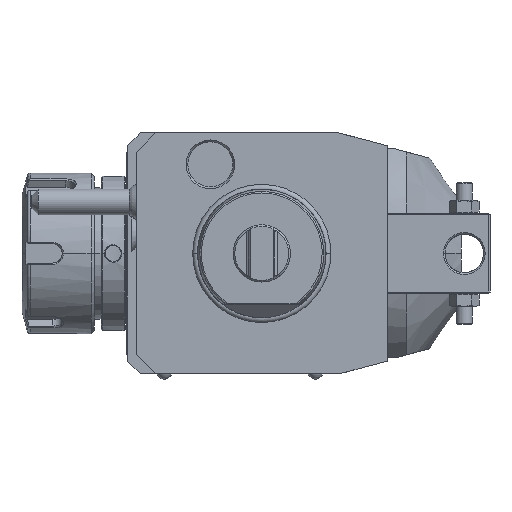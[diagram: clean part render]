
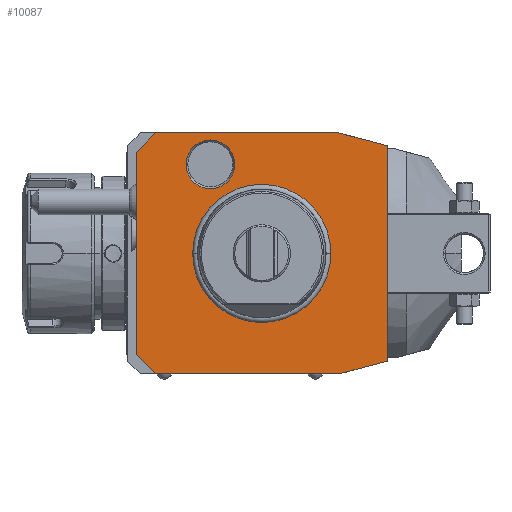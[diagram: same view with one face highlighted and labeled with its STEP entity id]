
A CAD part, front view. The second image highlights one B-rep face of the part: STEP entity #10087.
In plain terms, the highlighted planar face has unit normal (0, -1, 0).
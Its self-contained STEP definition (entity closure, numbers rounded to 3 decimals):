
#1=DIRECTION('',(-0.966,0.,0.259));
#2=VECTOR('',#1,15.529);
#3=CARTESIAN_POINT('',(39.,0.,33.481));
#4=LINE('',#3,#2);
#5=DIRECTION('',(0.,0.,1.));
#6=VECTOR('',#5,66.962);
#7=CARTESIAN_POINT('',(39.,0.,-33.481));
#8=LINE('',#7,#6);
#9=DIRECTION('',(0.966,0.,0.259));
#10=VECTOR('',#9,15.529);
#11=CARTESIAN_POINT('',(24.,0.,-37.5));
#12=LINE('',#11,#10);
#13=DIRECTION('',(1.,0.,0.));
#14=VECTOR('',#13,57.);
#15=CARTESIAN_POINT('',(-33.,0.,-37.5));
#16=LINE('',#15,#14);
#17=DIRECTION('',(0.707,0.,-0.707));
#18=VECTOR('',#17,8.485);
#19=CARTESIAN_POINT('',(-39.,0.,-31.5));
#20=LINE('',#19,#18);
#21=DIRECTION('',(0.,0.,-1.));
#22=VECTOR('',#21,63.);
#23=CARTESIAN_POINT('',(-39.,0.,31.5));
#24=LINE('',#23,#22);
#25=DIRECTION('',(-0.707,0.,-0.707));
#26=VECTOR('',#25,8.485);
#27=CARTESIAN_POINT('',(-33.,0.,37.5));
#28=LINE('',#27,#26);
#29=DIRECTION('',(-1.,0.,0.));
#30=VECTOR('',#29,57.);
#31=CARTESIAN_POINT('',(24.,0.,37.5));
#32=LINE('',#31,#30);
#33=CARTESIAN_POINT('',(-16.,0.,27.713));
#34=DIRECTION('',(0.,1.,0.));
#35=DIRECTION('',(1.,0.,0.));
#36=AXIS2_PLACEMENT_3D('',#33,#34,#35);
#38=CARTESIAN_POINT('',(-16.,0.,27.713));
#39=DIRECTION('',(0.,1.,0.));
#40=DIRECTION('',(-1.,0.,0.));
#41=AXIS2_PLACEMENT_3D('',#38,#39,#40);
#7557=CARTESIAN_POINT('',(0.,0.,0.));
#7558=DIRECTION('',(0.,-1.,0.));
#7559=DIRECTION('',(1.,0.,0.));
#7560=AXIS2_PLACEMENT_3D('',#7557,#7558,#7559);
#7562=CARTESIAN_POINT('',(0.,0.,0.));
#7563=DIRECTION('',(0.,-1.,0.));
#7564=DIRECTION('',(-1.,0.,0.));
#7565=AXIS2_PLACEMENT_3D('',#7562,#7563,#7564);
#9142=CARTESIAN_POINT('',(-8.423,0.,
27.713));
#9143=CARTESIAN_POINT('',(-23.577,0.,
27.713));
#9144=VERTEX_POINT('',#9142);
#9145=VERTEX_POINT('',#9143);
#9896=CARTESIAN_POINT('',(39.,0.,33.481));
#9897=CARTESIAN_POINT('',(24.,0.,37.5));
#9898=VERTEX_POINT('',#9896);
#9899=VERTEX_POINT('',#9897);
#9900=CARTESIAN_POINT('',(-33.,0.,37.5));
#9901=VERTEX_POINT('',#9900);
#9902=CARTESIAN_POINT('',(-39.,0.,31.5));
#9903=VERTEX_POINT('',#9902);
#9904=CARTESIAN_POINT('',(-39.,0.,-31.5));
#9905=VERTEX_POINT('',#9904);
#9906=CARTESIAN_POINT('',(-33.,0.,-37.5));
#9907=VERTEX_POINT('',#9906);
#9908=CARTESIAN_POINT('',(24.,0.,-37.5));
#9909=VERTEX_POINT('',#9908);
#9910=CARTESIAN_POINT('',(39.,0.,-33.481));
#9911=VERTEX_POINT('',#9910);
#9944=CARTESIAN_POINT('',(21.137,0.,0.));
#9945=CARTESIAN_POINT('',(-21.137,0.,0.));
#9946=VERTEX_POINT('',#9944);
#9947=VERTEX_POINT('',#9945);
#10052=CARTESIAN_POINT('',(0.,0.,0.));
#10053=DIRECTION('',(0.,-1.,0.));
#10054=DIRECTION('',(-1.,0.,0.));
#10055=AXIS2_PLACEMENT_3D('',#10052,#10053,#10054);
#10056=PLANE('',#10055);
#10058=ORIENTED_EDGE('',*,*,#10057,.F.);
#10060=ORIENTED_EDGE('',*,*,#10059,.F.);
#10062=ORIENTED_EDGE('',*,*,#10061,.F.);
#10064=ORIENTED_EDGE('',*,*,#10063,.F.);
#10066=ORIENTED_EDGE('',*,*,#10065,.F.);
#10068=ORIENTED_EDGE('',*,*,#10067,.F.);
#10070=ORIENTED_EDGE('',*,*,#10069,.F.);
#10072=ORIENTED_EDGE('',*,*,#10071,.F.);
#10073=EDGE_LOOP('',(#10058,#10060,#10062,#10064,#10066,#10068,#10070,#10072));
#10074=FACE_OUTER_BOUND('',#10073,.F.);
#10076=ORIENTED_EDGE('',*,*,#10075,.T.);
#10078=ORIENTED_EDGE('',*,*,#10077,.T.);
#10079=EDGE_LOOP('',(#10076,#10078));
#10080=FACE_BOUND('',#10079,.F.);
#10082=ORIENTED_EDGE('',*,*,#10081,.F.);
#10084=ORIENTED_EDGE('',*,*,#10083,.F.);
#10085=EDGE_LOOP('',(#10082,#10084));
#10086=FACE_BOUND('',#10085,.F.);
#37=CIRCLE('',#36,7.577);
#42=CIRCLE('',#41,7.577);
#7561=CIRCLE('',#7560,21.137);
#7566=CIRCLE('',#7565,21.137);
#10057=EDGE_CURVE('',#9898,#9899,#4,.T.);
#10059=EDGE_CURVE('',#9911,#9898,#8,.T.);
#10061=EDGE_CURVE('',#9909,#9911,#12,.T.);
#10063=EDGE_CURVE('',#9907,#9909,#16,.T.);
#10065=EDGE_CURVE('',#9905,#9907,#20,.T.);
#10067=EDGE_CURVE('',#9903,#9905,#24,.T.);
#10069=EDGE_CURVE('',#9901,#9903,#28,.T.);
#10071=EDGE_CURVE('',#9899,#9901,#32,.T.);
#10075=EDGE_CURVE('',#9946,#9947,#7561,.T.);
#10077=EDGE_CURVE('',#9947,#9946,#7566,.T.);
#10081=EDGE_CURVE('',#9144,#9145,#37,.T.);
#10083=EDGE_CURVE('',#9145,#9144,#42,.T.);
#10087=ADVANCED_FACE('',(#10074,#10080,#10086),#10056,.T.);
